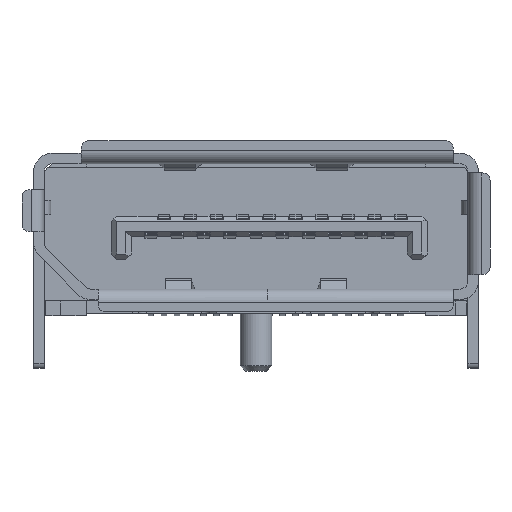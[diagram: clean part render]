
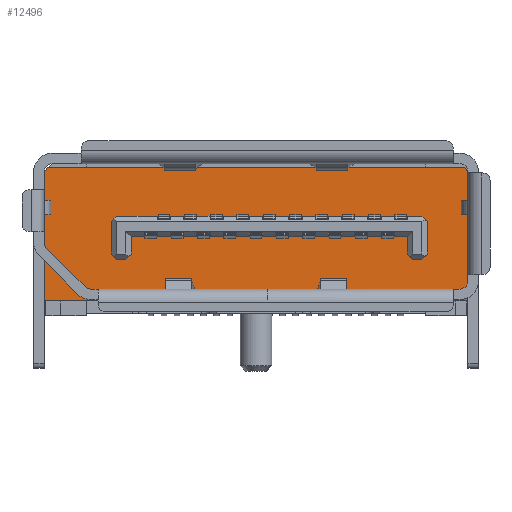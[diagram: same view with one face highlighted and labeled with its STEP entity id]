
A CAD part, front view. The second image highlights one B-rep face of the part: STEP entity #12496.
In plain terms, the highlighted planar face has unit normal (0, -1, 0).
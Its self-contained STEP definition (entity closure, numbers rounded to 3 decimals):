
#10876=CARTESIAN_POINT('',(5.7,-5.54,0.57));
#10877=VERTEX_POINT('',#10876);
#10884=CARTESIAN_POINT('',(-7.2,-5.54,0.57));
#10885=VERTEX_POINT('',#10884);
#10886=CARTESIAN_POINT('',(-7.2,-5.54,0.57));
#10887=DIRECTION('',(1.0,0.0,0.0));
#10888=VECTOR('',#10887,12.9);
#10889=LINE('',#10886,#10888);
#10890=EDGE_CURVE('',#10885,#10877,#10889,.T.);
#11363=CARTESIAN_POINT('',(-8.75,-5.54,0.57));
#11364=VERTEX_POINT('',#11363);
#11365=CARTESIAN_POINT('',(-8.75,-5.54,0.57));
#11366=DIRECTION('',(1.0,0.0,0.0));
#11367=VECTOR('',#11366,1.55);
#11368=LINE('',#11365,#11367);
#11369=EDGE_CURVE('',#11364,#10885,#11368,.T.);
#11593=CARTESIAN_POINT('',(-8.8,-5.54,0.57));
#11594=VERTEX_POINT('',#11593);
#11595=CARTESIAN_POINT('',(-8.8,-5.54,0.57));
#11596=DIRECTION('',(1.0,0.0,0.0));
#11597=VECTOR('',#11596,0.05);
#11598=LINE('',#11595,#11597);
#11599=EDGE_CURVE('',#11594,#11364,#11598,.T.);
#12280=CARTESIAN_POINT('',(7.3,-5.54,0.57));
#12281=VERTEX_POINT('',#12280);
#12288=CARTESIAN_POINT('',(7.25,-5.54,0.57));
#12289=VERTEX_POINT('',#12288);
#12290=CARTESIAN_POINT('',(7.25,-5.54,0.57));
#12291=DIRECTION('',(1.0,0.0,0.0));
#12292=VECTOR('',#12291,0.05);
#12293=LINE('',#12290,#12292);
#12294=EDGE_CURVE('',#12289,#12281,#12293,.T.);
#12327=CARTESIAN_POINT('',(7.3,-5.54,5.48));
#12328=VERTEX_POINT('',#12327);
#12335=CARTESIAN_POINT('',(7.3,-5.54,0.57));
#12336=DIRECTION('',(0.0,0.0,1.0));
#12337=VECTOR('',#12336,4.91);
#12338=LINE('',#12335,#12337);
#12339=EDGE_CURVE('',#12281,#12328,#12338,.T.);
#12358=CARTESIAN_POINT('',(7.162,-5.54,5.646));
#12359=VERTEX_POINT('',#12358);
#12366=CARTESIAN_POINT('',(7.3,-5.54,5.48));
#12367=DIRECTION('',(-0.64,0.0,0.768));
#12368=VECTOR('',#12367,0.216);
#12369=LINE('',#12366,#12368);
#12370=EDGE_CURVE('',#12328,#12359,#12369,.T.);
#12391=CARTESIAN_POINT('',(-8.662,-5.54,5.646));
#12392=VERTEX_POINT('',#12391);
#12399=CARTESIAN_POINT('',(7.162,-5.54,5.646));
#12400=DIRECTION('',(-1.0,0.0,0.0));
#12401=VECTOR('',#12400,15.824);
#12402=LINE('',#12399,#12401);
#12403=EDGE_CURVE('',#12359,#12392,#12402,.T.);
#12438=CARTESIAN_POINT('',(-8.8,-5.54,5.48));
#12439=VERTEX_POINT('',#12438);
#12446=CARTESIAN_POINT('',(-8.662,-5.54,5.646));
#12447=DIRECTION('',(-0.64,0.0,-0.768));
#12448=VECTOR('',#12447,0.216);
#12449=LINE('',#12446,#12448);
#12450=EDGE_CURVE('',#12392,#12439,#12449,.T.);
#12464=CARTESIAN_POINT('',(-8.8,-5.54,5.48));
#12465=DIRECTION('',(0.0,0.0,-1.0));
#12466=VECTOR('',#12465,4.91);
#12467=LINE('',#12464,#12466);
#12468=EDGE_CURVE('',#12439,#11594,#12467,.T.);
#12474=CARTESIAN_POINT('',(-0.75,-5.54,3.155));
#12475=DIRECTION('',(0.0,1.0,0.0));
#12476=DIRECTION('',(0.0,0.0,1.0));
#12477=AXIS2_PLACEMENT_3D('',#12474,#12475,#12476);
#12478=PLANE('',#12477);
#12479=ORIENTED_EDGE('',*,*,#12468,.T.);
#12480=ORIENTED_EDGE('',*,*,#11599,.T.);
#12481=ORIENTED_EDGE('',*,*,#11369,.T.);
#12482=ORIENTED_EDGE('',*,*,#10890,.T.);
#12483=CARTESIAN_POINT('',(7.25,-5.54,0.57));
#12484=DIRECTION('',(-1.0,0.0,0.0));
#12485=VECTOR('',#12484,1.55);
#12486=LINE('',#12483,#12485);
#12487=EDGE_CURVE('',#12289,#10877,#12486,.T.);
#12488=ORIENTED_EDGE('',*,*,#12487,.F.);
#12489=ORIENTED_EDGE('',*,*,#12294,.T.);
#12490=ORIENTED_EDGE('',*,*,#12339,.T.);
#12491=ORIENTED_EDGE('',*,*,#12370,.T.);
#12492=ORIENTED_EDGE('',*,*,#12403,.T.);
#12493=ORIENTED_EDGE('',*,*,#12450,.T.);
#12494=EDGE_LOOP('',(#12479,#12480,#12481,#12482,#12488,#12489,#12490,#12491,#12492,#12493));
#12495=FACE_OUTER_BOUND('',#12494,.T.);
#12496=ADVANCED_FACE('',(#12495),#12478,.F.);
